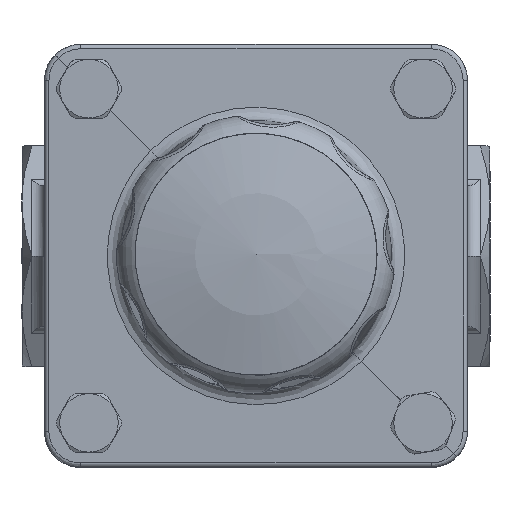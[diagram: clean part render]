
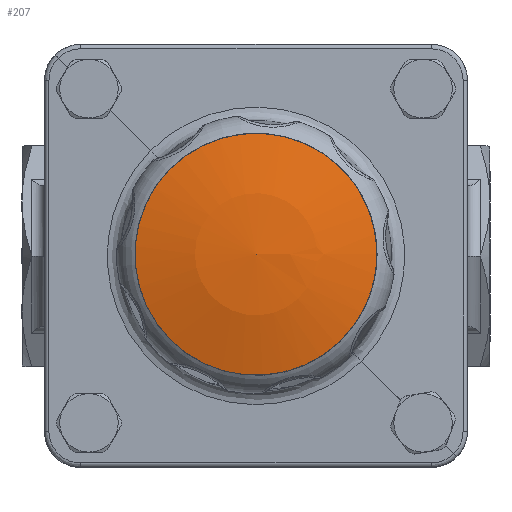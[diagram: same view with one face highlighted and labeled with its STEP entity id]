
A CAD part, top view. The second image highlights one B-rep face of the part: STEP entity #207.
In plain terms, the highlighted spherical face has radius 97.112 mm.
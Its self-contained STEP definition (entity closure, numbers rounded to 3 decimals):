
#176=CARTESIAN_POINT('',(-28.277,-19.015,302.));
#177=VERTEX_POINT('',#176);
#178=CARTESIAN_POINT('',(-9.25,0.,302.));
#179=DIRECTION('',(0.,0.,1.0));
#180=DIRECTION('',(-0.707,-0.707,0.));
#181=AXIS2_PLACEMENT_3D('',#178,#179,#180);
#182=CIRCLE('',#181,26.9);
#183=EDGE_CURVE('',#177,#177,#182,.T.);
#199=CARTESIAN_POINT('',(-9.25,0.,208.688));
#200=DIRECTION('',(0.0,0.0,1.0));
#201=DIRECTION('',(1.0,0.0,0.0));
#202=AXIS2_PLACEMENT_3D('',#199,#200,#201);
#203=SPHERICAL_SURFACE('',#202,97.112);
#204=ORIENTED_EDGE('',*,*,#183,.T.);
#205=EDGE_LOOP('',(#204));
#206=FACE_OUTER_BOUND('',#205,.T.);
#207=ADVANCED_FACE('',(#206),#203,.T.);
